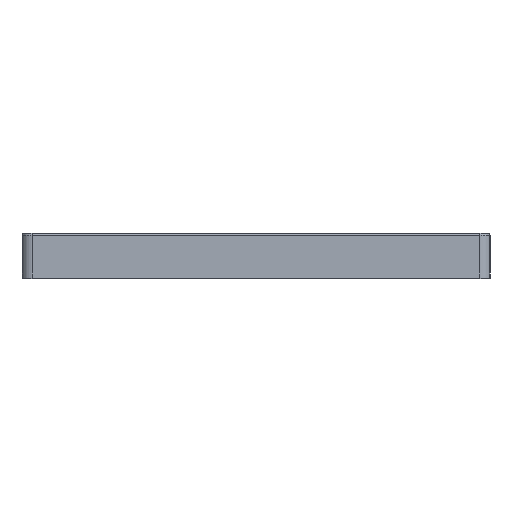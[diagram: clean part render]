
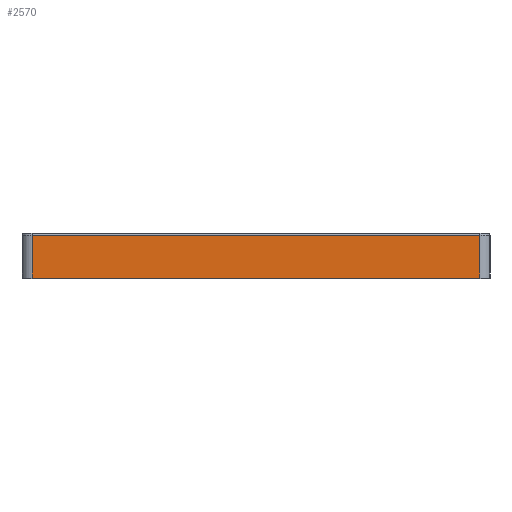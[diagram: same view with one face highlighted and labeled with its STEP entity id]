
A CAD part, left-side view. The second image highlights one B-rep face of the part: STEP entity #2570.
In plain terms, the highlighted planar face has unit normal (-1, 0, 0).
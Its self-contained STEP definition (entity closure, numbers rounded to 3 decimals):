
#73=PLANE('',#2864);
#212=LINE('',#4496,#404);
#214=LINE('',#4505,#406);
#215=LINE('',#4507,#407);
#216=LINE('',#4508,#408);
#404=VECTOR('',#3524,10.);
#406=VECTOR('',#3536,10.);
#407=VECTOR('',#3537,10.);
#408=VECTOR('',#3538,10.);
#644=FACE_OUTER_BOUND('',#810,.T.);
#810=EDGE_LOOP('',(#2160,#2161,#2162,#2163));
#1272=VERTEX_POINT('',#4490);
#1273=VERTEX_POINT('',#4494);
#1275=VERTEX_POINT('',#4504);
#1276=VERTEX_POINT('',#4506);
#1595=EDGE_CURVE('',#1273,#1272,#212,.T.);
#1599=EDGE_CURVE('',#1275,#1273,#214,.T.);
#1600=EDGE_CURVE('',#1276,#1275,#215,.T.);
#1601=EDGE_CURVE('',#1272,#1276,#216,.T.);
#2160=ORIENTED_EDGE('',*,*,#1595,.F.);
#2161=ORIENTED_EDGE('',*,*,#1599,.F.);
#2162=ORIENTED_EDGE('',*,*,#1600,.F.);
#2163=ORIENTED_EDGE('',*,*,#1601,.F.);
#2570=ADVANCED_FACE('',(#644),#73,.T.);
#2864=AXIS2_PLACEMENT_3D('',#4503,#3534,#3535);
#3524=DIRECTION('',(0.,1.,0.));
#3534=DIRECTION('center_axis',(-1.,0.,0.));
#3535=DIRECTION('ref_axis',(0.,-1.,0.));
#3536=DIRECTION('',(0.,0.,-1.));
#3537=DIRECTION('',(0.,-1.,0.));
#3538=DIRECTION('',(0.,0.,1.));
#4490=CARTESIAN_POINT('',(-4.5,6.,-1.5));
#4494=CARTESIAN_POINT('',(-4.5,-101.25,-1.5));
#4496=CARTESIAN_POINT('',(-4.5,-19.563,-1.5));
#4503=CARTESIAN_POINT('Origin',(-4.5,8.5,1.5));
#4504=CARTESIAN_POINT('',(-4.5,-101.25,8.8));
#4505=CARTESIAN_POINT('',(-4.5,-101.25,1.5));
#4506=CARTESIAN_POINT('',(-4.5,6.,8.8));
#4507=CARTESIAN_POINT('',(-4.5,-19.563,8.8));
#4508=CARTESIAN_POINT('',(-4.5,6.,1.5));
